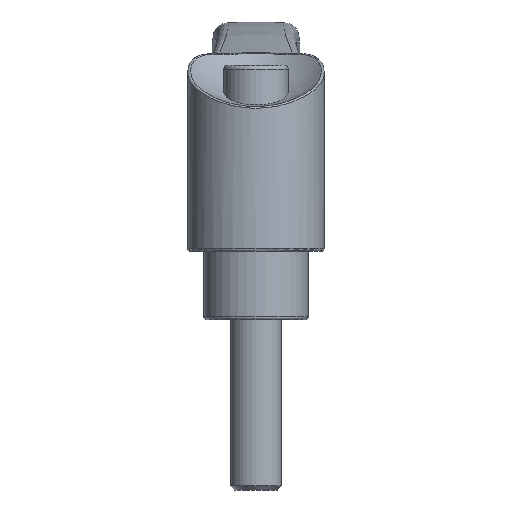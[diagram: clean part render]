
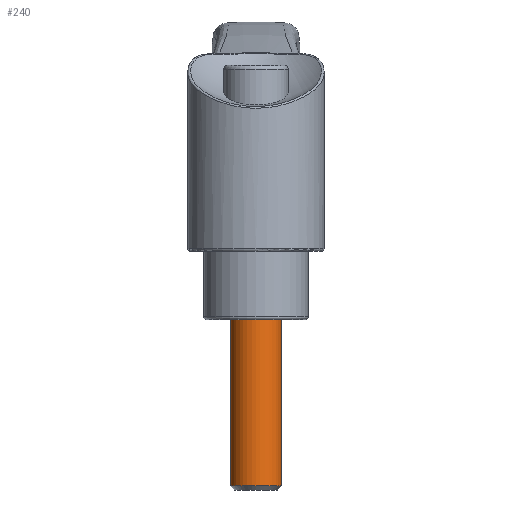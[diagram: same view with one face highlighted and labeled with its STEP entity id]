
A CAD part, left-side view. The second image highlights one B-rep face of the part: STEP entity #240.
In plain terms, the highlighted cylindrical face has radius 3 mm (diameter 6 mm), a full revolution.
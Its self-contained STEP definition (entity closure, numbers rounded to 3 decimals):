
#240 = ADVANCED_FACE( '', ( #498, #499 ), #500, .T. );
#498 = FACE_OUTER_BOUND( '', #6464, .T. );
#499 = FACE_OUTER_BOUND( '', #6465, .T. );
#500 = CYLINDRICAL_SURFACE( '', #6466, 3. );
#6464 = EDGE_LOOP( '', ( #7459 ) );
#6465 = EDGE_LOOP( '', ( #7460 ) );
#6466 = AXIS2_PLACEMENT_3D( '', #7461, #7462, #7463 );
#7459 = ORIENTED_EDGE( '', *, *, #7787, .T. );
#7460 = ORIENTED_EDGE( '', *, *, #7574, .T. );
#7461 = CARTESIAN_POINT( '', ( 0., 0., -16.832 ) );
#7462 = DIRECTION( '', ( 0., 0., -1. ) );
#7463 = DIRECTION( '', ( 1., 0., 0. ) );
#7574 = EDGE_CURVE( '', #7856, #7856, #7857, .T. );
#7787 = EDGE_CURVE( '', #8155, #8155, #8156, .F. );
#7856 = VERTEX_POINT( '', #8613 );
#7857 = CIRCLE( '', #8614, 3. );
#8155 = VERTEX_POINT( '', #11397 );
#8156 = CIRCLE( '', #11398, 3. );
#8613 = CARTESIAN_POINT( '', ( 0., 3., 3.168 ) );
#8614 = AXIS2_PLACEMENT_3D( '', #11470, #11471, #11472 );
#11397 = CARTESIAN_POINT( '', ( -3., 0., -16.332 ) );
#11398 = AXIS2_PLACEMENT_3D( '', #11580, #11581, #11582 );
#11470 = CARTESIAN_POINT( '', ( 0., 0., 3.168 ) );
#11471 = DIRECTION( '', ( 0., 0., -1. ) );
#11472 = DIRECTION( '', ( 0., 1., 0. ) );
#11580 = CARTESIAN_POINT( '', ( 0., 0., -16.332 ) );
#11581 = DIRECTION( '', ( 0., 0., -1. ) );
#11582 = DIRECTION( '', ( -1., 0., 0. ) );
